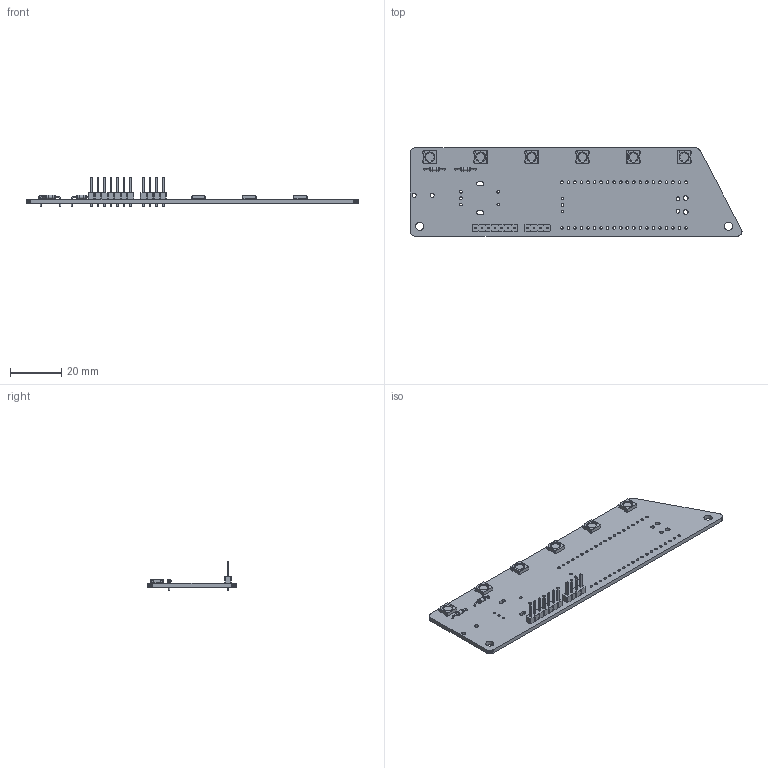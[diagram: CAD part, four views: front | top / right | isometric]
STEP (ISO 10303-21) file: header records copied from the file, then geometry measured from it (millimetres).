
FILE_DESCRIPTION(('KiCad electronic assembly'),'2;1');
FILE_NAME('clickyKeyboard.step','2023-08-31T13:47:49',('Pcbnew'),( 'Kicad'),'Open CASCADE STEP processor 7.6','KiCad to STEP converter' ,'Unknown');
FILE_SCHEMA(('AUTOMOTIVE_DESIGN { 1 0 10303 214 1 1 1 1 }'));
Length unit declared in the file: millimetre
Products named in the file (10): clickyKeyboard 1; PinHeader_1x04_P2.54mm_Vertical; SOLID; LED_WS2812B_PLCC4_5.0x5.0mm_P3.2mm; R_Axial_DIN0204_L3.6mm_D1.6mm_P7.62mm_Horizontal; PinHeader_1x07_P2.54mm_Vertical; _autosave-clickyKeyboard PCB
Assembly tree (15 placements, depth 3):
  clickyKeyboard 1
    PinHeader_1x04_P2.54mm_Vertical
      SOLID
    LED_WS2812B_PLCC4_5.0x5.0mm_P3.2mm  x6
      SOLID
    R_Axial_DIN0204_L3.6mm_D1.6mm_P7.62mm_Horizontal  x2
      SOLID
    PinHeader_1x07_P2.54mm_Vertical
      SOLID
    _autosave-clickyKeyboard PCB
Bounding box: 129.06 x 34.29 x 11.54 mm (x, y, z)
Volume: 6947.4 mm3; surface area: 10236.6 mm2
Topology: 11 solids, 11 shells, 893 faces, 2441 edges, 1582 vertices
Faces by surface type: plane 662, cylinder 217, torus 8, cone 6
Full cylindrical faces by diameter (mm): 0.5 x8, 0.7 x4, 1 x16, 1.02 x43, 1.44 x2, 1.5 x2, 1.6 x6, 1.8 x2, 3.2 x2, 3.333 x6
Entity records: 38321 total; most frequent: CARTESIAN_POINT 6927, DIRECTION 5356, LINE 3829, VECTOR 3829, ORIENTED_EDGE 2818, PCURVE 2818, DEFINITIONAL_REPRESENTATION 2818, EDGE_CURVE 1409
